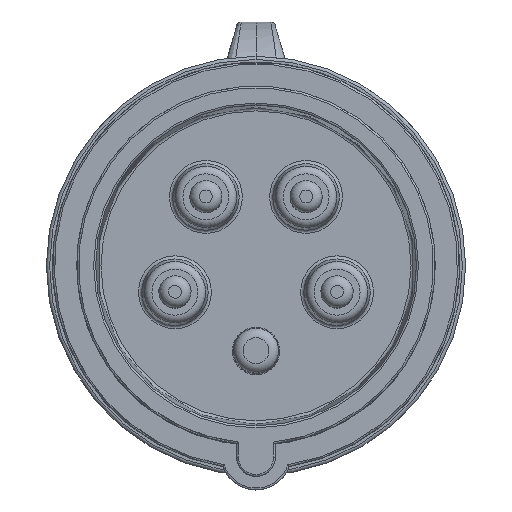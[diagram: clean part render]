
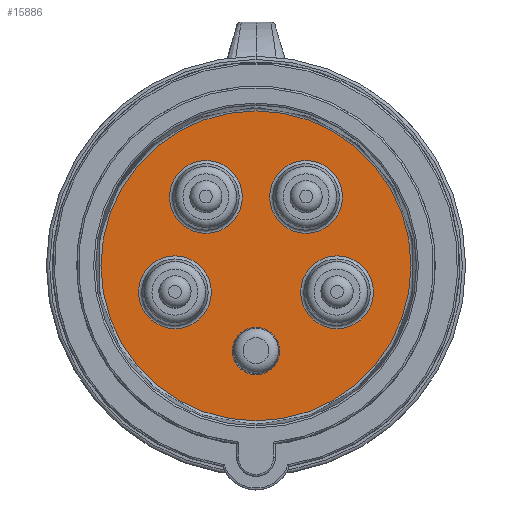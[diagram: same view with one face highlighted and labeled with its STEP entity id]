
A CAD part, top view. The second image highlights one B-rep face of the part: STEP entity #15886.
In plain terms, the highlighted planar face has unit normal (0, 0, 1).
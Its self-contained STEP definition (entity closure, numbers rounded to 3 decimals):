
#28 = CARTESIAN_POINT ( 'NONE',  ( -3.681, -13.25, 3. ) ) ;
#1457 = FACE_BOUND ( 'NONE', #27326, .T. ) ;
#1616 = ORIENTED_EDGE ( 'NONE', *, *, #13783, .T. ) ;
#1870 = ORIENTED_EDGE ( 'NONE', *, *, #29630, .F. ) ;
#2011 = CARTESIAN_POINT ( 'NONE',  ( 12.601, 1.56, 3. ) ) ;
#2098 = VERTEX_POINT ( 'NONE', #2011 ) ;
#2172 = FACE_BOUND ( 'NONE', #19086, .T. ) ;
#2180 = AXIS2_PLACEMENT_3D ( 'NONE', #27572, #13477, #29960 ) ;
#2411 = CARTESIAN_POINT ( 'NONE',  ( 0., 24.105, 3. ) ) ;
#2481 = CARTESIAN_POINT ( 'NONE',  ( 0., 0., 3. ) ) ;
#3708 = CARTESIAN_POINT ( 'NONE',  ( 12.601, -4.094, 3. ) ) ;
#3959 = VERTEX_POINT ( 'NONE', #21147 ) ;
#4531 = AXIS2_PLACEMENT_3D ( 'NONE', #3708, #20275, #6081 ) ;
#4595 = ORIENTED_EDGE ( 'NONE', *, *, #6354, .T. ) ;
#4868 = DIRECTION ( 'NONE',  ( 0., 1., 0. ) ) ;
#4977 = CARTESIAN_POINT ( 'NONE',  ( 0., -13.25, 3. ) ) ;
#5813 = CIRCLE ( 'NONE', #29297, 3.681 ) ;
#5879 = DIRECTION ( 'NONE',  ( 0., 0., -1. ) ) ;
#6081 = DIRECTION ( 'NONE',  ( 0., 1., 0. ) ) ;
#6176 = VERTEX_POINT ( 'NONE', #18686 ) ;
#6354 = EDGE_CURVE ( 'NONE', #2098, #2098, #10578, .T. ) ;
#6967 = CARTESIAN_POINT ( 'NONE',  ( -12.601, 1.56, 3. ) ) ;
#7346 = DIRECTION ( 'NONE',  ( -1., 0., 0. ) ) ;
#7706 = FACE_BOUND ( 'NONE', #25567, .T. ) ;
#8441 = PLANE ( 'NONE',  #9634 ) ;
#9053 = ORIENTED_EDGE ( 'NONE', *, *, #18747, .T. ) ;
#9634 = AXIS2_PLACEMENT_3D ( 'NONE', #10829, #20265, #27338 ) ;
#10578 = CIRCLE ( 'NONE', #4531, 5.655 ) ;
#10640 = ORIENTED_EDGE ( 'NONE', *, *, #18972, .T. ) ;
#10829 = CARTESIAN_POINT ( 'NONE',  ( 0., 0., 3. ) ) ;
#12714 = CARTESIAN_POINT ( 'NONE',  ( -12.601, -4.094, 3. ) ) ;
#12832 = VERTEX_POINT ( 'NONE', #2411 ) ;
#12836 = AXIS2_PLACEMENT_3D ( 'NONE', #20065, #5879, #22419 ) ;
#13477 = DIRECTION ( 'NONE',  ( 0., 0., -1. ) ) ;
#13783 = EDGE_CURVE ( 'NONE', #6176, #6176, #19288, .T. ) ;
#14021 = FACE_OUTER_BOUND ( 'NONE', #19826, .T. ) ;
#15108 = DIRECTION ( 'NONE',  ( 0., 1., 0. ) ) ;
#15886 = ADVANCED_FACE ( 'NONE', ( #14021, #2172, #27302, #7706, #1457, #25815 ), #8441, .F. ) ;
#17095 = AXIS2_PLACEMENT_3D ( 'NONE', #2481, #19047, #4868 ) ;
#17297 = CIRCLE ( 'NONE', #17095, 24.105 ) ;
#18686 = CARTESIAN_POINT ( 'NONE',  ( 7.788, 16.374, 3. ) ) ;
#18747 = EDGE_CURVE ( 'NONE', #3959, #3959, #24284, .T. ) ;
#18863 = EDGE_LOOP ( 'NONE', ( #28085 ) ) ;
#18972 = EDGE_CURVE ( 'NONE', #28299, #28299, #21318, .T. ) ;
#19047 = DIRECTION ( 'NONE',  ( 0., 0., -1. ) ) ;
#19086 = EDGE_LOOP ( 'NONE', ( #1616 ) ) ;
#19288 = CIRCLE ( 'NONE', #12836, 5.655 ) ;
#19638 = AXIS2_PLACEMENT_3D ( 'NONE', #12714, #29207, #15108 ) ;
#19826 = EDGE_LOOP ( 'NONE', ( #1870 ) ) ;
#20065 = CARTESIAN_POINT ( 'NONE',  ( 7.788, 10.719, 3. ) ) ;
#20265 = DIRECTION ( 'NONE',  ( 0., 0., -1. ) ) ;
#20275 = DIRECTION ( 'NONE',  ( 0., 0., -1. ) ) ;
#21147 = CARTESIAN_POINT ( 'NONE',  ( -7.788, 16.374, 3. ) ) ;
#21318 = CIRCLE ( 'NONE', #19638, 5.655 ) ;
#21528 = DIRECTION ( 'NONE',  ( 0., 0., 1. ) ) ;
#22419 = DIRECTION ( 'NONE',  ( 0., 1., 0. ) ) ;
#24284 = CIRCLE ( 'NONE', #2180, 5.655 ) ;
#25370 = VERTEX_POINT ( 'NONE', #28 ) ;
#25567 = EDGE_LOOP ( 'NONE', ( #10640 ) ) ;
#25815 = FACE_BOUND ( 'NONE', #18863, .T. ) ;
#27302 = FACE_BOUND ( 'NONE', #28893, .T. ) ;
#27326 = EDGE_LOOP ( 'NONE', ( #9053 ) ) ;
#27338 = DIRECTION ( 'NONE',  ( -1., 0., 0. ) ) ;
#27572 = CARTESIAN_POINT ( 'NONE',  ( -7.788, 10.719, 3. ) ) ;
#28085 = ORIENTED_EDGE ( 'NONE', *, *, #29046, .F. ) ;
#28299 = VERTEX_POINT ( 'NONE', #6967 ) ;
#28893 = EDGE_LOOP ( 'NONE', ( #4595 ) ) ;
#29046 = EDGE_CURVE ( 'NONE', #25370, #25370, #5813, .T. ) ;
#29207 = DIRECTION ( 'NONE',  ( 0., 0., -1. ) ) ;
#29297 = AXIS2_PLACEMENT_3D ( 'NONE', #4977, #21528, #7346 ) ;
#29630 = EDGE_CURVE ( 'NONE', #12832, #12832, #17297, .T. ) ;
#29960 = DIRECTION ( 'NONE',  ( 0., 1., 0. ) ) ;
